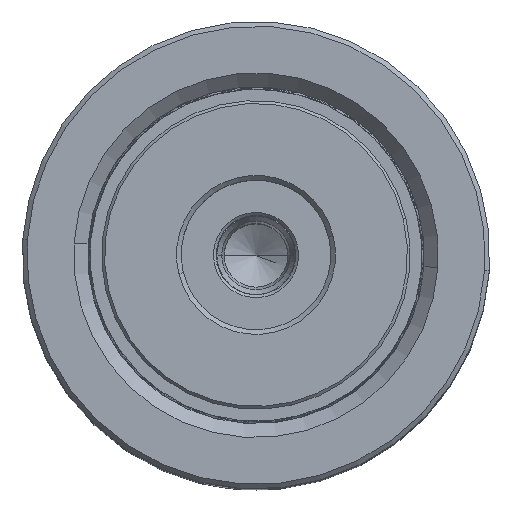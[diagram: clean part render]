
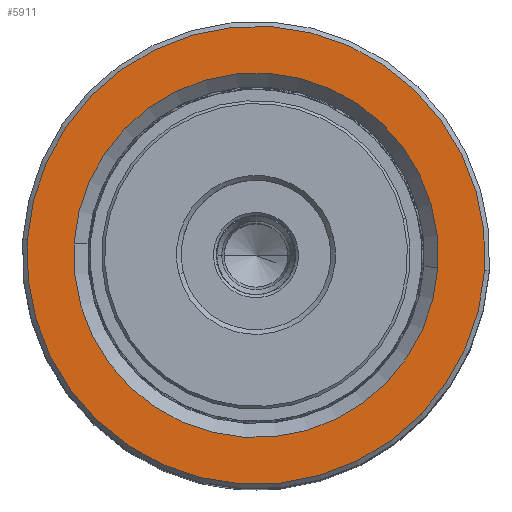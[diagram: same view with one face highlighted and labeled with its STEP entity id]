
A CAD part, top view. The second image highlights one B-rep face of the part: STEP entity #5911.
In plain terms, the highlighted planar face has unit normal (0, 0, 1).
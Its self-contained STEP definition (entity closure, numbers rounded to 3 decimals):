
#480 = DIRECTION ( 'NONE',  ( 1., 0., 0. ) ) ;
#740 = FACE_BOUND ( 'NONE', #22616, .T. ) ;
#5140 = CIRCLE ( 'NONE', #19879, 19.5 ) ;
#5232 = CARTESIAN_POINT ( 'NONE',  ( 0., 0., 80. ) ) ;
#5911 = ADVANCED_FACE ( 'NONE', ( #8379, #740 ), #49987, .T. ) ;
#6473 = DIRECTION ( 'NONE',  ( 1., 0., 0. ) ) ;
#6676 = CARTESIAN_POINT ( 'NONE',  ( 24.5, 0., 80. ) ) ;
#7242 = CIRCLE ( 'NONE', #19388, 24.5 ) ;
#7745 = DIRECTION ( 'NONE',  ( 1., 0., 0. ) ) ;
#8379 = FACE_OUTER_BOUND ( 'NONE', #37300, .T. ) ;
#9726 = CARTESIAN_POINT ( 'NONE',  ( -24.5, 0., 80. ) ) ;
#10101 = ORIENTED_EDGE ( 'NONE', *, *, #13225, .T. ) ;
#10123 = EDGE_CURVE ( 'NONE', #21330, #45777, #7242, .T. ) ;
#10541 = DIRECTION ( 'NONE',  ( 0., 0., 1. ) ) ;
#11012 = DIRECTION ( 'NONE',  ( 1., 0., 0. ) ) ;
#12710 = DIRECTION ( 'NONE',  ( 0., 0., 1. ) ) ;
#12961 = VERTEX_POINT ( 'NONE', #20853 ) ;
#13225 = EDGE_CURVE ( 'NONE', #45777, #21330, #41831, .T. ) ;
#15981 = ORIENTED_EDGE ( 'NONE', *, *, #45859, .T. ) ;
#16908 = DIRECTION ( 'NONE',  ( 0., 0., -1. ) ) ;
#17610 = AXIS2_PLACEMENT_3D ( 'NONE', #5232, #21818, #47661 ) ;
#18331 = AXIS2_PLACEMENT_3D ( 'NONE', #20259, #49103, #7745 ) ;
#19388 = AXIS2_PLACEMENT_3D ( 'NONE', #40230, #10541, #6473 ) ;
#19879 = AXIS2_PLACEMENT_3D ( 'NONE', #40167, #16908, #11012 ) ;
#20259 = CARTESIAN_POINT ( 'NONE',  ( 0., 0., 80. ) ) ;
#20534 = AXIS2_PLACEMENT_3D ( 'NONE', #42403, #12710, #480 ) ;
#20853 = CARTESIAN_POINT ( 'NONE',  ( -19.5, 0., 80. ) ) ;
#21330 = VERTEX_POINT ( 'NONE', #9726 ) ;
#21397 = VERTEX_POINT ( 'NONE', #27160 ) ;
#21818 = DIRECTION ( 'NONE',  ( 0., 0., -1. ) ) ;
#22616 = EDGE_LOOP ( 'NONE', ( #53297, #15981 ) ) ;
#24728 = EDGE_CURVE ( 'NONE', #21397, #12961, #36747, .T. ) ;
#27160 = CARTESIAN_POINT ( 'NONE',  ( 19.5, 0., 80. ) ) ;
#36747 = CIRCLE ( 'NONE', #17610, 19.5 ) ;
#37300 = EDGE_LOOP ( 'NONE', ( #46427, #10101 ) ) ;
#40167 = CARTESIAN_POINT ( 'NONE',  ( 0., 0., 80. ) ) ;
#40230 = CARTESIAN_POINT ( 'NONE',  ( 0., 0., 80. ) ) ;
#41831 = CIRCLE ( 'NONE', #18331, 24.5 ) ;
#42403 = CARTESIAN_POINT ( 'NONE',  ( 0., 0., 80. ) ) ;
#45777 = VERTEX_POINT ( 'NONE', #6676 ) ;
#45859 = EDGE_CURVE ( 'NONE', #12961, #21397, #5140, .T. ) ;
#46427 = ORIENTED_EDGE ( 'NONE', *, *, #10123, .T. ) ;
#47661 = DIRECTION ( 'NONE',  ( 1., 0., 0. ) ) ;
#49103 = DIRECTION ( 'NONE',  ( 0., 0., 1. ) ) ;
#49987 = PLANE ( 'NONE',  #20534 ) ;
#53297 = ORIENTED_EDGE ( 'NONE', *, *, #24728, .T. ) ;
